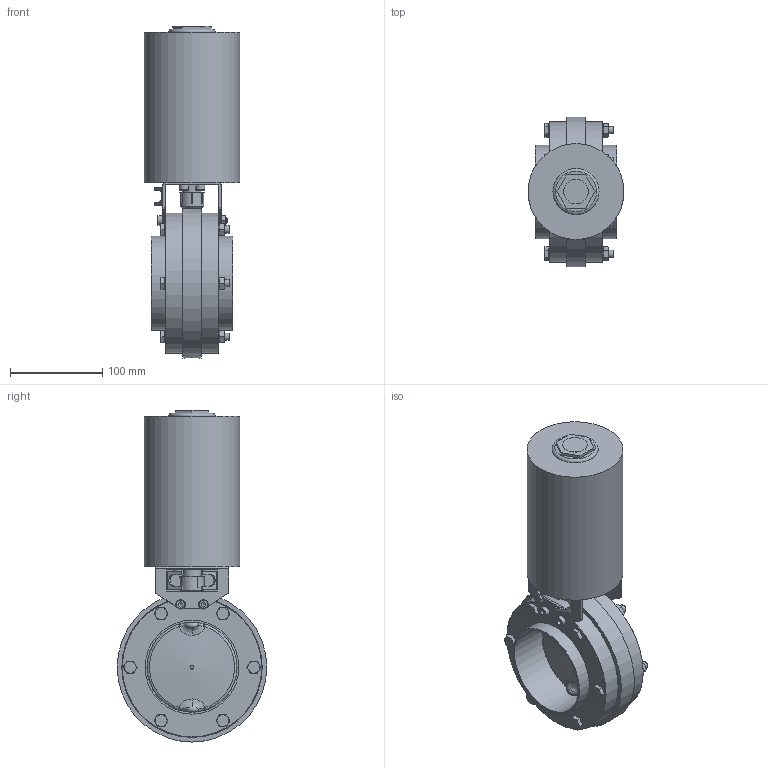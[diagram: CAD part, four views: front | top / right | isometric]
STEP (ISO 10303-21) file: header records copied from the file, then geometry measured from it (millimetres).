
FILE_DESCRIPTION((''),'2;1');
FILE_NAME('56004400XX20.stp','2010-11-29T11:09:53',('Creator'),(''),'Autodesk Inventor 2010','Autodesk Inventor 2010','');
FILE_SCHEMA(('AUTOMOTIVE_DESIGN { 1 0 10303 214 1 1 1 1 }'));
Length unit declared in the file: millimetre
Products named in the file (1): 56004400XX20
Bounding box: 103.8 x 162 x 359.5 mm (x, y, z)
Volume: 2165815.6 mm3; surface area: 228847.4 mm2
Topology: 1 solids, 8 shells, 508 faces, 1282 edges, 820 vertices
Faces by surface type: plane 283, cylinder 103, cone 85, torus 19, bspline 18
Full cylindrical faces by diameter (mm): 4.134 x1, 5.2 x4, 6 x4, 7.2 x2, 7.323 x6, 8 x12, 10 x6, 10.5 x6, 11.4 x6, 14 x2, 16 x2, 16.2 x2, 20 x1, 26 x1, 26.5 x1, 28 x1, 97.6 x2, 101.6 x2, 103.8 x1, 152 x2, 162 x1
Entity records: 16192 total; most frequent: CARTESIAN_POINT 5280, ORIENTED_EDGE 2226, DIRECTION 2150, EDGE_CURVE 1113, AXIS2_PLACEMENT_3D 857, VERTEX_POINT 769, EDGE_LOOP 692, FACE_OUTER_BOUND 507
